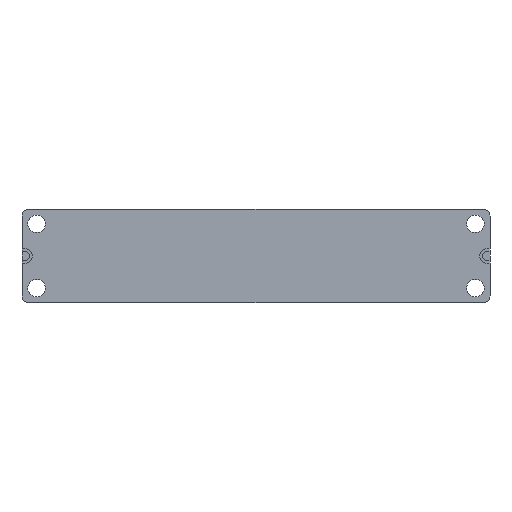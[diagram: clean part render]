
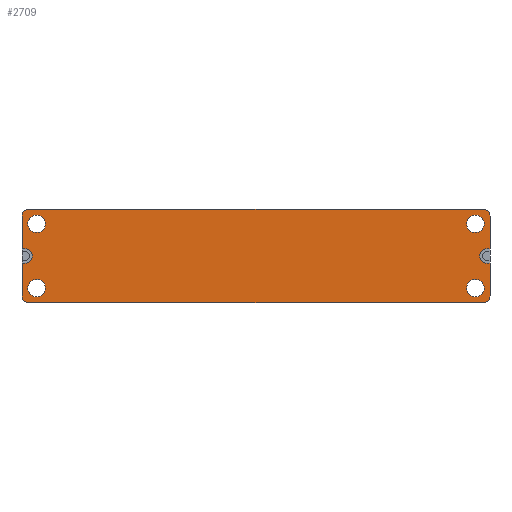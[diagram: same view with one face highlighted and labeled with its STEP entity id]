
A CAD part, top view. The second image highlights one B-rep face of the part: STEP entity #2709.
In plain terms, the highlighted planar face has unit normal (0, 0, 1).
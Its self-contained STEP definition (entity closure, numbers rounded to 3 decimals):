
#1865=CARTESIAN_POINT('',(19.812,-2.795,2.794));
#1866=VERTEX_POINT('',#1865);
#1882=CARTESIAN_POINT('',(18.288,-2.795,2.794));
#1883=VERTEX_POINT('',#1882);
#1890=CARTESIAN_POINT('',(19.05,-2.795,2.794));
#1891=DIRECTION('',(0.0,0.0,-1.0));
#1892=DIRECTION('',(1.0,0.0,0.0));
#1893=AXIS2_PLACEMENT_3D('',#1890,#1891,#1892);
#1894=CIRCLE('',#1893,0.762);
#1895=EDGE_CURVE('',#1866,#1883,#1894,.T.);
#1907=CARTESIAN_POINT('',(-18.288,-2.795,2.794));
#1908=VERTEX_POINT('',#1907);
#1924=CARTESIAN_POINT('',(-19.812,-2.795,2.794));
#1925=VERTEX_POINT('',#1924);
#1932=CARTESIAN_POINT('',(-19.05,-2.795,2.794));
#1933=DIRECTION('',(0.0,0.0,-1.0));
#1934=DIRECTION('',(1.0,0.0,0.0));
#1935=AXIS2_PLACEMENT_3D('',#1932,#1933,#1934);
#1936=CIRCLE('',#1935,0.762);
#1937=EDGE_CURVE('',#1908,#1925,#1936,.T.);
#1949=CARTESIAN_POINT('',(-18.288,2.795,2.794));
#1950=VERTEX_POINT('',#1949);
#1966=CARTESIAN_POINT('',(-19.812,2.795,2.794));
#1967=VERTEX_POINT('',#1966);
#1974=CARTESIAN_POINT('',(-19.05,2.795,2.794));
#1975=DIRECTION('',(0.0,0.0,-1.0));
#1976=DIRECTION('',(1.0,0.0,0.0));
#1977=AXIS2_PLACEMENT_3D('',#1974,#1975,#1976);
#1978=CIRCLE('',#1977,0.762);
#1979=EDGE_CURVE('',#1950,#1967,#1978,.T.);
#1991=CARTESIAN_POINT('',(19.812,2.795,2.794));
#1992=VERTEX_POINT('',#1991);
#2008=CARTESIAN_POINT('',(18.288,2.795,2.794));
#2009=VERTEX_POINT('',#2008);
#2016=CARTESIAN_POINT('',(19.05,2.795,2.794));
#2017=DIRECTION('',(0.0,0.0,-1.0));
#2018=DIRECTION('',(1.0,0.0,0.0));
#2019=AXIS2_PLACEMENT_3D('',#2016,#2017,#2018);
#2020=CIRCLE('',#2019,0.762);
#2021=EDGE_CURVE('',#1992,#2009,#2020,.T.);
#2032=CARTESIAN_POINT('',(19.05,2.795,2.794));
#2033=DIRECTION('',(0.0,0.0,-1.0));
#2034=DIRECTION('',(1.0,0.0,0.0));
#2035=AXIS2_PLACEMENT_3D('',#2032,#2033,#2034);
#2036=CIRCLE('',#2035,0.762);
#2037=EDGE_CURVE('',#2009,#1992,#2036,.T.);
#2056=CARTESIAN_POINT('',(-19.05,2.795,2.794));
#2057=DIRECTION('',(0.0,0.0,-1.0));
#2058=DIRECTION('',(1.0,0.0,0.0));
#2059=AXIS2_PLACEMENT_3D('',#2056,#2057,#2058);
#2060=CIRCLE('',#2059,0.762);
#2061=EDGE_CURVE('',#1967,#1950,#2060,.T.);
#2080=CARTESIAN_POINT('',(-19.05,-2.795,2.794));
#2081=DIRECTION('',(0.0,0.0,-1.0));
#2082=DIRECTION('',(1.0,0.0,0.0));
#2083=AXIS2_PLACEMENT_3D('',#2080,#2081,#2082);
#2084=CIRCLE('',#2083,0.762);
#2085=EDGE_CURVE('',#1925,#1908,#2084,.T.);
#2104=CARTESIAN_POINT('',(19.05,-2.795,2.794));
#2105=DIRECTION('',(0.0,0.0,-1.0));
#2106=DIRECTION('',(1.0,0.0,0.0));
#2107=AXIS2_PLACEMENT_3D('',#2104,#2105,#2106);
#2108=CIRCLE('',#2107,0.762);
#2109=EDGE_CURVE('',#1883,#1866,#2108,.T.);
#2127=CARTESIAN_POINT('',(20.32,3.465,2.794));
#2128=VERTEX_POINT('',#2127);
#2129=CARTESIAN_POINT('',(20.32,0.635,2.794));
#2130=VERTEX_POINT('',#2129);
#2131=CARTESIAN_POINT('',(20.32,3.465,2.794));
#2132=DIRECTION('',(0.0,-1.0,0.0));
#2133=VECTOR('',#2132,2.83);
#2134=LINE('',#2131,#2133);
#2135=EDGE_CURVE('',#2128,#2130,#2134,.T.);
#2167=CARTESIAN_POINT('',(20.066,0.635,2.794));
#2168=VERTEX_POINT('',#2167);
#2169=CARTESIAN_POINT('',(20.32,0.635,2.794));
#2170=DIRECTION('',(-1.0,0.0,0.0));
#2171=VECTOR('',#2170,0.254);
#2172=LINE('',#2169,#2171);
#2173=EDGE_CURVE('',#2130,#2168,#2172,.T.);
#2198=CARTESIAN_POINT('',(20.066,-0.635,2.794));
#2199=VERTEX_POINT('',#2198);
#2200=CARTESIAN_POINT('',(20.066,0.,2.794));
#2201=DIRECTION('',(0.0,0.0,1.0));
#2202=DIRECTION('',(-1.0,0.0,0.0));
#2203=AXIS2_PLACEMENT_3D('',#2200,#2201,#2202);
#2204=CIRCLE('',#2203,0.635);
#2205=EDGE_CURVE('',#2168,#2199,#2204,.T.);
#2231=CARTESIAN_POINT('',(20.32,-0.635,2.794));
#2232=VERTEX_POINT('',#2231);
#2233=CARTESIAN_POINT('',(20.066,-0.635,2.794));
#2234=DIRECTION('',(1.0,0.0,0.0));
#2235=VECTOR('',#2234,0.254);
#2236=LINE('',#2233,#2235);
#2237=EDGE_CURVE('',#2199,#2232,#2236,.T.);
#2262=CARTESIAN_POINT('',(20.32,-3.465,2.794));
#2263=VERTEX_POINT('',#2262);
#2264=CARTESIAN_POINT('',(20.32,-0.635,2.794));
#2265=DIRECTION('',(0.0,-1.0,0.0));
#2266=VECTOR('',#2265,2.83);
#2267=LINE('',#2264,#2266);
#2268=EDGE_CURVE('',#2232,#2263,#2267,.T.);
#2293=CARTESIAN_POINT('',(19.72,-4.065,2.794));
#2294=VERTEX_POINT('',#2293);
#2295=CARTESIAN_POINT('',(19.72,-3.465,2.794));
#2296=DIRECTION('',(0.0,0.0,-1.0));
#2297=DIRECTION('',(0.707,-0.707,0.0));
#2298=AXIS2_PLACEMENT_3D('',#2295,#2296,#2297);
#2299=CIRCLE('',#2298,0.6);
#2300=EDGE_CURVE('',#2263,#2294,#2299,.T.);
#2326=CARTESIAN_POINT('',(-19.72,-4.065,2.794));
#2327=VERTEX_POINT('',#2326);
#2328=CARTESIAN_POINT('',(19.72,-4.065,2.794));
#2329=DIRECTION('',(-1.0,0.0,0.0));
#2330=VECTOR('',#2329,39.44);
#2331=LINE('',#2328,#2330);
#2332=EDGE_CURVE('',#2294,#2327,#2331,.T.);
#2357=CARTESIAN_POINT('',(-20.32,-3.465,2.794));
#2358=VERTEX_POINT('',#2357);
#2359=CARTESIAN_POINT('',(-19.72,-3.465,2.794));
#2360=DIRECTION('',(0.0,0.0,-1.0));
#2361=DIRECTION('',(-0.707,-0.707,0.0));
#2362=AXIS2_PLACEMENT_3D('',#2359,#2360,#2361);
#2363=CIRCLE('',#2362,0.6);
#2364=EDGE_CURVE('',#2327,#2358,#2363,.T.);
#2390=CARTESIAN_POINT('',(-20.32,-0.635,2.794));
#2391=VERTEX_POINT('',#2390);
#2392=CARTESIAN_POINT('',(-20.32,-3.465,2.794));
#2393=DIRECTION('',(0.0,1.0,0.0));
#2394=VECTOR('',#2393,2.83);
#2395=LINE('',#2392,#2394);
#2396=EDGE_CURVE('',#2358,#2391,#2395,.T.);
#2421=CARTESIAN_POINT('',(-20.066,-0.635,2.794));
#2422=VERTEX_POINT('',#2421);
#2423=CARTESIAN_POINT('',(-20.32,-0.635,2.794));
#2424=DIRECTION('',(1.0,0.0,0.0));
#2425=VECTOR('',#2424,0.254);
#2426=LINE('',#2423,#2425);
#2427=EDGE_CURVE('',#2391,#2422,#2426,.T.);
#2452=CARTESIAN_POINT('',(-20.066,0.635,2.794));
#2453=VERTEX_POINT('',#2452);
#2454=CARTESIAN_POINT('',(-20.066,0.,2.794));
#2455=DIRECTION('',(0.0,0.0,1.0));
#2456=DIRECTION('',(1.0,0.0,0.0));
#2457=AXIS2_PLACEMENT_3D('',#2454,#2455,#2456);
#2458=CIRCLE('',#2457,0.635);
#2459=EDGE_CURVE('',#2422,#2453,#2458,.T.);
#2485=CARTESIAN_POINT('',(-20.32,0.635,2.794));
#2486=VERTEX_POINT('',#2485);
#2487=CARTESIAN_POINT('',(-20.066,0.635,2.794));
#2488=DIRECTION('',(-1.0,0.0,0.0));
#2489=VECTOR('',#2488,0.254);
#2490=LINE('',#2487,#2489);
#2491=EDGE_CURVE('',#2453,#2486,#2490,.T.);
#2516=CARTESIAN_POINT('',(-20.32,3.465,2.794));
#2517=VERTEX_POINT('',#2516);
#2518=CARTESIAN_POINT('',(-20.32,0.635,2.794));
#2519=DIRECTION('',(0.0,1.0,0.0));
#2520=VECTOR('',#2519,2.83);
#2521=LINE('',#2518,#2520);
#2522=EDGE_CURVE('',#2486,#2517,#2521,.T.);
#2547=CARTESIAN_POINT('',(-19.72,4.065,2.794));
#2548=VERTEX_POINT('',#2547);
#2549=CARTESIAN_POINT('',(-19.72,3.465,2.794));
#2550=DIRECTION('',(0.0,0.0,-1.0));
#2551=DIRECTION('',(-0.707,0.707,0.0));
#2552=AXIS2_PLACEMENT_3D('',#2549,#2550,#2551);
#2553=CIRCLE('',#2552,0.6);
#2554=EDGE_CURVE('',#2517,#2548,#2553,.T.);
#2580=CARTESIAN_POINT('',(19.72,4.065,2.794));
#2581=VERTEX_POINT('',#2580);
#2582=CARTESIAN_POINT('',(-19.72,4.065,2.794));
#2583=DIRECTION('',(1.0,0.0,0.0));
#2584=VECTOR('',#2583,39.44);
#2585=LINE('',#2582,#2584);
#2586=EDGE_CURVE('',#2548,#2581,#2585,.T.);
#2611=CARTESIAN_POINT('',(19.72,3.465,2.794));
#2612=DIRECTION('',(0.0,0.0,-1.0));
#2613=DIRECTION('',(0.707,0.707,0.0));
#2614=AXIS2_PLACEMENT_3D('',#2611,#2612,#2613);
#2615=CIRCLE('',#2614,0.6);
#2616=EDGE_CURVE('',#2581,#2128,#2615,.T.);
#2670=CARTESIAN_POINT('',(0.,0.,2.794));
#2671=DIRECTION('',(0.0,0.0,1.0));
#2672=DIRECTION('',(1.0,0.0,0.0));
#2673=AXIS2_PLACEMENT_3D('',#2670,#2671,#2672);
#2674=PLANE('',#2673);
#2675=ORIENTED_EDGE('',*,*,#2135,.F.);
#2676=ORIENTED_EDGE('',*,*,#2616,.F.);
#2677=ORIENTED_EDGE('',*,*,#2586,.F.);
#2678=ORIENTED_EDGE('',*,*,#2554,.F.);
#2679=ORIENTED_EDGE('',*,*,#2522,.F.);
#2680=ORIENTED_EDGE('',*,*,#2491,.F.);
#2681=ORIENTED_EDGE('',*,*,#2459,.F.);
#2682=ORIENTED_EDGE('',*,*,#2427,.F.);
#2683=ORIENTED_EDGE('',*,*,#2396,.F.);
#2684=ORIENTED_EDGE('',*,*,#2364,.F.);
#2685=ORIENTED_EDGE('',*,*,#2332,.F.);
#2686=ORIENTED_EDGE('',*,*,#2300,.F.);
#2687=ORIENTED_EDGE('',*,*,#2268,.F.);
#2688=ORIENTED_EDGE('',*,*,#2237,.F.);
#2689=ORIENTED_EDGE('',*,*,#2205,.F.);
#2690=ORIENTED_EDGE('',*,*,#2173,.F.);
#2691=EDGE_LOOP('',(#2675,#2676,#2677,#2678,#2679,#2680,#2681,#2682,#2683,#2684,#2685,#2686,#2687,#2688,#2689,#2690));
#2692=FACE_OUTER_BOUND('',#2691,.T.);
#2693=ORIENTED_EDGE('',*,*,#2021,.T.);
#2694=ORIENTED_EDGE('',*,*,#2037,.T.);
#2695=EDGE_LOOP('',(#2693,#2694));
#2696=FACE_BOUND('',#2695,.T.);
#2697=ORIENTED_EDGE('',*,*,#1979,.T.);
#2698=ORIENTED_EDGE('',*,*,#2061,.T.);
#2699=EDGE_LOOP('',(#2697,#2698));
#2700=FACE_BOUND('',#2699,.T.);
#2701=ORIENTED_EDGE('',*,*,#1937,.T.);
#2702=ORIENTED_EDGE('',*,*,#2085,.T.);
#2703=EDGE_LOOP('',(#2701,#2702));
#2704=FACE_BOUND('',#2703,.T.);
#2705=ORIENTED_EDGE('',*,*,#1895,.T.);
#2706=ORIENTED_EDGE('',*,*,#2109,.T.);
#2707=EDGE_LOOP('',(#2705,#2706));
#2708=FACE_BOUND('',#2707,.T.);
#2709=ADVANCED_FACE('',(#2692,#2696,#2700,#2704,#2708),#2674,.T.);
